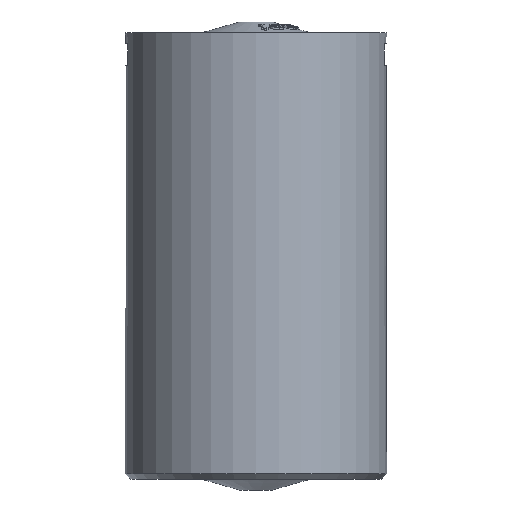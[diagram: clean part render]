
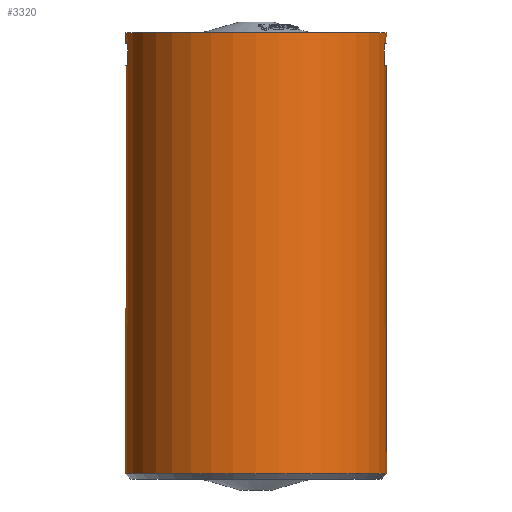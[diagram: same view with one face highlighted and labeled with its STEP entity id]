
A CAD part, left-side view. The second image highlights one B-rep face of the part: STEP entity #3320.
In plain terms, the highlighted cylindrical face has radius 12 mm (diameter 24 mm), a full revolution.
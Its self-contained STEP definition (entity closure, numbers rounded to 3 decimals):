
#26=FACE_BOUND('',#1221,.T.);
#27=FACE_BOUND('',#1222,.T.);
#335=CYLINDRICAL_SURFACE('',#3537,12.);
#664=LINE('',#6918,#838);
#665=LINE('',#6924,#839);
#666=LINE('',#6927,#840);
#667=LINE('',#6932,#841);
#668=LINE('',#6935,#842);
#838=VECTOR('',#4082,12.);
#839=VECTOR('',#4087,10.);
#840=VECTOR('',#4090,10.);
#841=VECTOR('',#4093,10.);
#842=VECTOR('',#4096,10.);
#1024=FACE_OUTER_BOUND('',#1220,.T.);
#1220=EDGE_LOOP('',(#2946,#2947,#2948,#2949));
#1221=EDGE_LOOP('',(#2950,#2951,#2952,#2953));
#1222=EDGE_LOOP('',(#2954,#2955,#2956,#2957));
#1313=CIRCLE('',#3536,12.);
#1314=CIRCLE('',#3538,12.);
#1315=CIRCLE('',#3539,12.);
#1316=CIRCLE('',#3540,12.);
#1317=CIRCLE('',#3541,12.);
#1318=CIRCLE('',#3542,12.);
#1622=VERTEX_POINT('',#6914);
#1623=VERTEX_POINT('',#6917);
#1624=VERTEX_POINT('',#6920);
#1625=VERTEX_POINT('',#6921);
#1626=VERTEX_POINT('',#6923);
#1627=VERTEX_POINT('',#6925);
#1628=VERTEX_POINT('',#6928);
#1629=VERTEX_POINT('',#6929);
#1630=VERTEX_POINT('',#6931);
#1631=VERTEX_POINT('',#6933);
#2074=EDGE_CURVE('',#1622,#1622,#1313,.T.);
#2075=EDGE_CURVE('',#1622,#1623,#664,.T.);
#2076=EDGE_CURVE('',#1623,#1623,#1314,.T.);
#2077=EDGE_CURVE('',#1624,#1625,#1315,.T.);
#2078=EDGE_CURVE('',#1625,#1626,#665,.T.);
#2079=EDGE_CURVE('',#1626,#1627,#1316,.T.);
#2080=EDGE_CURVE('',#1627,#1624,#666,.T.);
#2081=EDGE_CURVE('',#1628,#1629,#1317,.T.);
#2082=EDGE_CURVE('',#1629,#1630,#667,.T.);
#2083=EDGE_CURVE('',#1630,#1631,#1318,.T.);
#2084=EDGE_CURVE('',#1631,#1628,#668,.T.);
#2946=ORIENTED_EDGE('',*,*,#2074,.F.);
#2947=ORIENTED_EDGE('',*,*,#2075,.T.);
#2948=ORIENTED_EDGE('',*,*,#2076,.F.);
#2949=ORIENTED_EDGE('',*,*,#2075,.F.);
#2950=ORIENTED_EDGE('',*,*,#2077,.T.);
#2951=ORIENTED_EDGE('',*,*,#2078,.T.);
#2952=ORIENTED_EDGE('',*,*,#2079,.T.);
#2953=ORIENTED_EDGE('',*,*,#2080,.T.);
#2954=ORIENTED_EDGE('',*,*,#2081,.T.);
#2955=ORIENTED_EDGE('',*,*,#2082,.T.);
#2956=ORIENTED_EDGE('',*,*,#2083,.T.);
#2957=ORIENTED_EDGE('',*,*,#2084,.T.);
#3320=ADVANCED_FACE('',(#1024,#26,#27),#335,.T.);
#3536=AXIS2_PLACEMENT_3D('',#6915,#4078,#4079);
#3537=AXIS2_PLACEMENT_3D('',#6916,#4080,#4081);
#3538=AXIS2_PLACEMENT_3D('',#6919,#4083,#4084);
#3539=AXIS2_PLACEMENT_3D('',#6922,#4085,#4086);
#3540=AXIS2_PLACEMENT_3D('',#6926,#4088,#4089);
#3541=AXIS2_PLACEMENT_3D('',#6930,#4091,#4092);
#3542=AXIS2_PLACEMENT_3D('',#6934,#4094,#4095);
#4078=DIRECTION('center_axis',(0.,0.,1.));
#4079=DIRECTION('ref_axis',(-1.,0.,0.));
#4080=DIRECTION('center_axis',(0.,0.,1.));
#4081=DIRECTION('ref_axis',(-1.,0.,0.));
#4082=DIRECTION('',(0.,0.,-1.));
#4083=DIRECTION('center_axis',(0.,0.,-1.));
#4084=DIRECTION('ref_axis',(-1.,0.,0.));
#4085=DIRECTION('center_axis',(0.,0.,-1.));
#4086=DIRECTION('ref_axis',(-1.,0.,0.));
#4087=DIRECTION('',(0.,0.,1.));
#4088=DIRECTION('center_axis',(0.,0.,1.));
#4089=DIRECTION('ref_axis',(-1.,0.,0.));
#4090=DIRECTION('',(0.,0.,-1.));
#4091=DIRECTION('center_axis',(0.,0.,-1.));
#4092=DIRECTION('ref_axis',(-1.,0.,0.));
#4093=DIRECTION('',(0.,0.,1.));
#4094=DIRECTION('center_axis',(0.,0.,1.));
#4095=DIRECTION('ref_axis',(-1.,0.,0.));
#4096=DIRECTION('',(0.,0.,-1.));
#6914=CARTESIAN_POINT('',(12.,0.,41.));
#6915=CARTESIAN_POINT('Origin',(0.,0.,41.));
#6916=CARTESIAN_POINT('Origin',(0.,0.,0.));
#6917=CARTESIAN_POINT('',(12.,0.,0.5));
#6918=CARTESIAN_POINT('',(12.,0.,0.));
#6919=CARTESIAN_POINT('Origin',(0.,0.,0.5));
#6920=CARTESIAN_POINT('',(2.25,-11.787,38.));
#6921=CARTESIAN_POINT('',(-2.25,-11.787,38.));
#6922=CARTESIAN_POINT('Origin',(0.,0.,38.));
#6923=CARTESIAN_POINT('',(-2.25,-11.787,40.));
#6924=CARTESIAN_POINT('',(-2.25,-11.787,0.));
#6925=CARTESIAN_POINT('',(2.25,-11.787,40.));
#6926=CARTESIAN_POINT('Origin',(0.,0.,40.));
#6927=CARTESIAN_POINT('',(2.25,-11.787,0.));
#6928=CARTESIAN_POINT('',(-2.25,11.787,38.));
#6929=CARTESIAN_POINT('',(2.25,11.787,38.));
#6930=CARTESIAN_POINT('Origin',(0.,0.,38.));
#6931=CARTESIAN_POINT('',(2.25,11.787,40.));
#6932=CARTESIAN_POINT('',(2.25,11.787,0.));
#6933=CARTESIAN_POINT('',(-2.25,11.787,40.));
#6934=CARTESIAN_POINT('Origin',(0.,0.,40.));
#6935=CARTESIAN_POINT('',(-2.25,11.787,0.));
